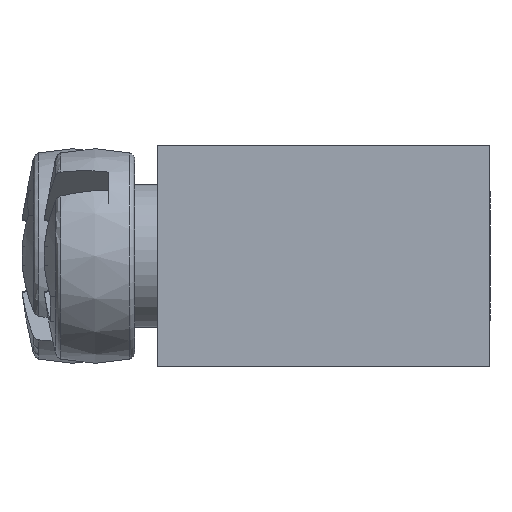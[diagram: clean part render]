
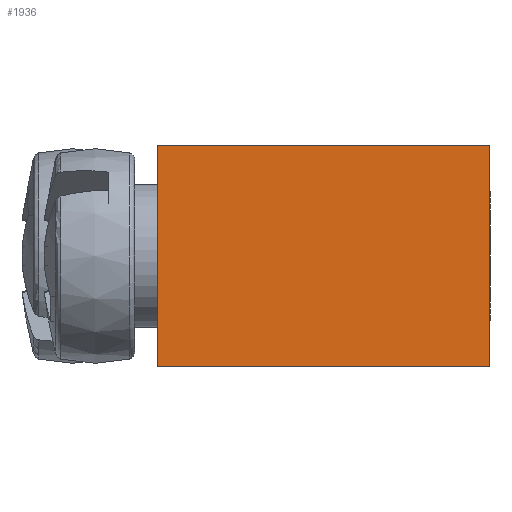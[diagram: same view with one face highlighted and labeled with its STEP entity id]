
A CAD part, left-side view. The second image highlights one B-rep face of the part: STEP entity #1936.
In plain terms, the highlighted planar face has unit normal (-1, 0, 0).
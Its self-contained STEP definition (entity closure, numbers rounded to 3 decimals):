
#111=LINE('',#3124,#145);
#113=LINE('',#3171,#147);
#118=LINE('',#3811,#152);
#119=LINE('',#3813,#153);
#145=VECTOR('',#2282,9.);
#147=VECTOR('',#2328,9.);
#152=VECTOR('',#2619,6.);
#153=VECTOR('',#2622,6.);
#180=PLANE('',#2153);
#625=FACE_OUTER_BOUND('',#879,.T.);
#879=EDGE_LOOP('',(#1567,#1568,#1569,#1570));
#978=VERTEX_POINT('',#3117);
#981=VERTEX_POINT('',#3122);
#1003=VERTEX_POINT('',#3168);
#1004=VERTEX_POINT('',#3170);
#1154=EDGE_CURVE('',#981,#978,#111,.T.);
#1176=EDGE_CURVE('',#1003,#1004,#113,.T.);
#1264=EDGE_CURVE('',#1004,#981,#118,.T.);
#1265=EDGE_CURVE('',#978,#1003,#119,.T.);
#1567=ORIENTED_EDGE('',*,*,#1264,.F.);
#1568=ORIENTED_EDGE('',*,*,#1176,.F.);
#1569=ORIENTED_EDGE('',*,*,#1265,.F.);
#1570=ORIENTED_EDGE('',*,*,#1154,.F.);
#1936=ADVANCED_FACE('',(#625),#180,.T.);
#2153=AXIS2_PLACEMENT_3D('',#3812,#2620,#2621);
#2282=DIRECTION('',(0.,1.,0.));
#2328=DIRECTION('',(0.,-1.,0.));
#2619=DIRECTION('',(0.,0.,-1.));
#2620=DIRECTION('center_axis',(-1.,0.,0.));
#2621=DIRECTION('ref_axis',(0.,-1.,0.));
#2622=DIRECTION('',(0.,0.,1.));
#3117=CARTESIAN_POINT('',(-71.,4.5,-3.));
#3122=CARTESIAN_POINT('',(-71.,-4.5,-3.));
#3124=CARTESIAN_POINT('',(-71.,-4.5,-3.));
#3168=CARTESIAN_POINT('',(-71.,4.5,3.));
#3170=CARTESIAN_POINT('',(-71.,-4.5,3.));
#3171=CARTESIAN_POINT('',(-71.,-4.5,3.));
#3811=CARTESIAN_POINT('',(-71.,-4.5,0.));
#3812=CARTESIAN_POINT('Origin',(-71.,4.5,0.));
#3813=CARTESIAN_POINT('',(-71.,4.5,0.));
